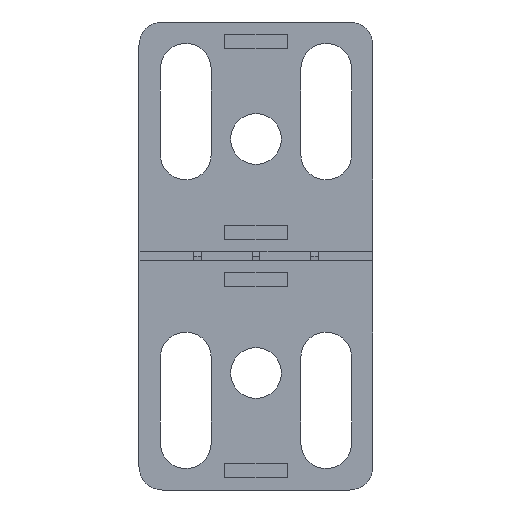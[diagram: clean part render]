
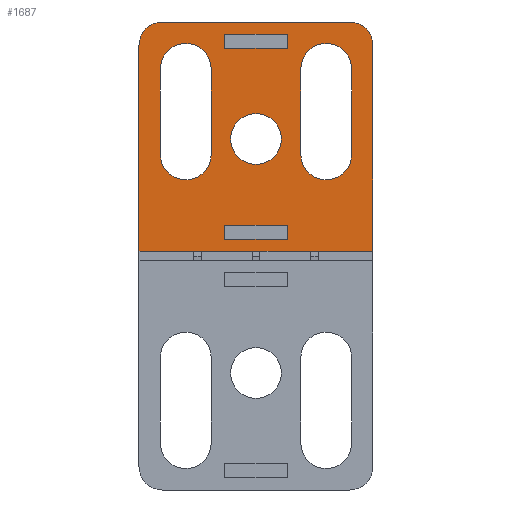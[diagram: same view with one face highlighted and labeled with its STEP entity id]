
A CAD part, left-side view. The second image highlights one B-rep face of the part: STEP entity #1687.
In plain terms, the highlighted planar face has unit normal (-1, 0, 0).
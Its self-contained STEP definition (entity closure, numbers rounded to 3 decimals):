
#497=DIRECTION('',(0.,0.,1.));
#498=VECTOR('',#497,26.4);
#499=CARTESIAN_POINT('',(0.,-15.,0.6));
#500=LINE('',#499,#498);
#549=DIRECTION('',(0.,1.,0.));
#550=VECTOR('',#549,24.);
#551=CARTESIAN_POINT('',(0.,-12.,30.));
#552=LINE('',#551,#550);
#571=CARTESIAN_POINT('',(0.,-12.,27.));
#572=DIRECTION('',(1.,0.,0.));
#573=DIRECTION('',(0.,0.,1.));
#574=AXIS2_PLACEMENT_3D('',#571,#572,#573);
#579=DIRECTION('',(0.,1.,0.));
#580=VECTOR('',#579,30.);
#581=CARTESIAN_POINT('',(0.,-15.,0.6));
#582=LINE('',#581,#580);
#586=CARTESIAN_POINT('',(0.,12.,27.));
#587=DIRECTION('',(1.,0.,0.));
#588=DIRECTION('',(0.,1.,0.));
#589=AXIS2_PLACEMENT_3D('',#586,#587,#588);
#594=CARTESIAN_POINT('',(0.,0.,15.));
#595=DIRECTION('',(1.,0.,0.));
#596=DIRECTION('',(0.,0.,-1.));
#597=AXIS2_PLACEMENT_3D('',#594,#595,#596);
#602=CARTESIAN_POINT('',(0.,0.,15.));
#603=DIRECTION('',(1.,0.,0.));
#604=DIRECTION('',(0.,0.,1.));
#605=AXIS2_PLACEMENT_3D('',#602,#603,#604);
#610=CARTESIAN_POINT('',(0.,9.,24.));
#611=DIRECTION('',(1.,0.,0.));
#612=DIRECTION('',(0.,1.,0.));
#613=AXIS2_PLACEMENT_3D('',#610,#611,#612);
#618=DIRECTION('',(0.,0.,1.));
#619=VECTOR('',#618,11.);
#620=CARTESIAN_POINT('',(0.,12.25,13.));
#621=LINE('',#620,#619);
#625=CARTESIAN_POINT('',(0.,9.,13.));
#626=DIRECTION('',(1.,0.,0.));
#627=DIRECTION('',(0.,-1.,0.));
#628=AXIS2_PLACEMENT_3D('',#625,#626,#627);
#633=DIRECTION('',(0.,0.,-1.));
#634=VECTOR('',#633,11.);
#635=CARTESIAN_POINT('',(0.,5.75,24.));
#636=LINE('',#635,#634);
#640=CARTESIAN_POINT('',(0.,-9.,24.));
#641=DIRECTION('',(1.,0.,0.));
#642=DIRECTION('',(0.,1.,0.));
#643=AXIS2_PLACEMENT_3D('',#640,#641,#642);
#648=DIRECTION('',(0.,0.,1.));
#649=VECTOR('',#648,11.);
#650=CARTESIAN_POINT('',(0.,-5.75,13.));
#651=LINE('',#650,#649);
#655=CARTESIAN_POINT('',(0.,-9.,13.));
#656=DIRECTION('',(1.,0.,0.));
#657=DIRECTION('',(0.,-1.,0.));
#658=AXIS2_PLACEMENT_3D('',#655,#656,#657);
#663=DIRECTION('',(0.,0.,-1.));
#664=VECTOR('',#663,11.);
#665=CARTESIAN_POINT('',(0.,-12.25,24.));
#666=LINE('',#665,#664);
#670=DIRECTION('',(0.,0.,-1.));
#671=VECTOR('',#670,1.8);
#672=CARTESIAN_POINT('',(0.,-4.,3.95));
#673=LINE('',#672,#671);
#677=DIRECTION('',(0.,-1.,0.));
#678=VECTOR('',#677,8.);
#679=CARTESIAN_POINT('',(0.,4.,3.95));
#680=LINE('',#679,#678);
#684=DIRECTION('',(0.,0.,1.));
#685=VECTOR('',#684,1.8);
#686=CARTESIAN_POINT('',(0.,4.,2.15));
#687=LINE('',#686,#685);
#691=DIRECTION('',(0.,1.,0.));
#692=VECTOR('',#691,8.);
#693=CARTESIAN_POINT('',(0.,-4.,2.15));
#694=LINE('',#693,#692);
#698=DIRECTION('',(0.,0.,-1.));
#699=VECTOR('',#698,1.8);
#700=CARTESIAN_POINT('',(0.,-4.,28.45));
#701=LINE('',#700,#699);
#705=DIRECTION('',(0.,-1.,0.));
#706=VECTOR('',#705,8.);
#707=CARTESIAN_POINT('',(0.,4.,28.45));
#708=LINE('',#707,#706);
#712=DIRECTION('',(0.,0.,1.));
#713=VECTOR('',#712,1.8);
#714=CARTESIAN_POINT('',(0.,4.,26.65));
#715=LINE('',#714,#713);
#719=DIRECTION('',(0.,1.,0.));
#720=VECTOR('',#719,8.);
#721=CARTESIAN_POINT('',(0.,-4.,26.65));
#722=LINE('',#721,#720);
#896=DIRECTION('',(0.,0.,1.));
#897=VECTOR('',#896,26.4);
#898=CARTESIAN_POINT('',(0.,15.,0.6));
#899=LINE('',#898,#897);
#1377=CARTESIAN_POINT('',(0.,-15.,0.6));
#1379=VERTEX_POINT('',#1377);
#1380=CARTESIAN_POINT('',(0.,15.,0.6));
#1381=VERTEX_POINT('',#1380);
#1382=CARTESIAN_POINT('',(0.,-12.,30.));
#1383=CARTESIAN_POINT('',(0.,-15.,27.));
#1384=VERTEX_POINT('',#1382);
#1385=VERTEX_POINT('',#1383);
#1386=CARTESIAN_POINT('',(0.,15.,27.));
#1387=CARTESIAN_POINT('',(0.,12.,30.));
#1388=VERTEX_POINT('',#1386);
#1389=VERTEX_POINT('',#1387);
#1466=CARTESIAN_POINT('',(0.,0.,11.75));
#1467=CARTESIAN_POINT('',(0.,0.,18.25));
#1468=VERTEX_POINT('',#1466);
#1469=VERTEX_POINT('',#1467);
#1478=CARTESIAN_POINT('',(0.,12.25,24.));
#1479=CARTESIAN_POINT('',(0.,5.75,24.));
#1480=VERTEX_POINT('',#1478);
#1481=VERTEX_POINT('',#1479);
#1482=CARTESIAN_POINT('',(0.,5.75,13.));
#1483=VERTEX_POINT('',#1482);
#1484=CARTESIAN_POINT('',(0.,12.25,13.));
#1485=VERTEX_POINT('',#1484);
#1494=CARTESIAN_POINT('',(0.,-5.75,24.));
#1495=CARTESIAN_POINT('',(0.,-12.25,24.));
#1496=VERTEX_POINT('',#1494);
#1497=VERTEX_POINT('',#1495);
#1498=CARTESIAN_POINT('',(0.,-12.25,13.));
#1499=VERTEX_POINT('',#1498);
#1500=CARTESIAN_POINT('',(0.,-5.75,13.));
#1501=VERTEX_POINT('',#1500);
#1510=CARTESIAN_POINT('',(0.,-4.,3.95));
#1511=CARTESIAN_POINT('',(0.,-4.,2.15));
#1512=VERTEX_POINT('',#1510);
#1513=VERTEX_POINT('',#1511);
#1514=CARTESIAN_POINT('',(0.,4.,2.15));
#1515=VERTEX_POINT('',#1514);
#1516=CARTESIAN_POINT('',(0.,4.,3.95));
#1517=VERTEX_POINT('',#1516);
#1526=CARTESIAN_POINT('',(0.,-4.,28.45));
#1527=CARTESIAN_POINT('',(0.,-4.,26.65));
#1528=VERTEX_POINT('',#1526);
#1529=VERTEX_POINT('',#1527);
#1530=CARTESIAN_POINT('',(0.,4.,26.65));
#1531=VERTEX_POINT('',#1530);
#1532=CARTESIAN_POINT('',(0.,4.,28.45));
#1533=VERTEX_POINT('',#1532);
#1625=CARTESIAN_POINT('',(0.,-15.,0.6));
#1626=DIRECTION('',(-1.,0.,0.));
#1627=DIRECTION('',(0.,0.,1.));
#1628=AXIS2_PLACEMENT_3D('',#1625,#1626,#1627);
#1629=PLANE('',#1628);
#1630=ORIENTED_EDGE('',*,*,#1619,.T.);
#1631=ORIENTED_EDGE('',*,*,#1545,.F.);
#1633=ORIENTED_EDGE('',*,*,#1632,.T.);
#1635=ORIENTED_EDGE('',*,*,#1634,.T.);
#1637=ORIENTED_EDGE('',*,*,#1636,.T.);
#1638=ORIENTED_EDGE('',*,*,#1604,.F.);
#1639=EDGE_LOOP('',(#1630,#1631,#1633,#1635,#1637,#1638));
#1640=FACE_OUTER_BOUND('',#1639,.F.);
#1642=ORIENTED_EDGE('',*,*,#1641,.F.);
#1644=ORIENTED_EDGE('',*,*,#1643,.F.);
#1645=EDGE_LOOP('',(#1642,#1644));
#1646=FACE_BOUND('',#1645,.F.);
#1648=ORIENTED_EDGE('',*,*,#1647,.F.);
#1650=ORIENTED_EDGE('',*,*,#1649,.F.);
#1652=ORIENTED_EDGE('',*,*,#1651,.F.);
#1654=ORIENTED_EDGE('',*,*,#1653,.F.);
#1655=EDGE_LOOP('',(#1648,#1650,#1652,#1654));
#1656=FACE_BOUND('',#1655,.F.);
#1658=ORIENTED_EDGE('',*,*,#1657,.F.);
#1660=ORIENTED_EDGE('',*,*,#1659,.F.);
#1662=ORIENTED_EDGE('',*,*,#1661,.F.);
#1664=ORIENTED_EDGE('',*,*,#1663,.F.);
#1665=EDGE_LOOP('',(#1658,#1660,#1662,#1664));
#1666=FACE_BOUND('',#1665,.F.);
#1668=ORIENTED_EDGE('',*,*,#1667,.F.);
#1670=ORIENTED_EDGE('',*,*,#1669,.F.);
#1672=ORIENTED_EDGE('',*,*,#1671,.F.);
#1674=ORIENTED_EDGE('',*,*,#1673,.F.);
#1675=EDGE_LOOP('',(#1668,#1670,#1672,#1674));
#1676=FACE_BOUND('',#1675,.F.);
#1678=ORIENTED_EDGE('',*,*,#1677,.F.);
#1680=ORIENTED_EDGE('',*,*,#1679,.F.);
#1682=ORIENTED_EDGE('',*,*,#1681,.F.);
#1684=ORIENTED_EDGE('',*,*,#1683,.F.);
#1685=EDGE_LOOP('',(#1678,#1680,#1682,#1684));
#1686=FACE_BOUND('',#1685,.F.);
#575=CIRCLE('',#574,3.);
#590=CIRCLE('',#589,3.);
#598=CIRCLE('',#597,3.25);
#606=CIRCLE('',#605,3.25);
#614=CIRCLE('',#613,3.25);
#629=CIRCLE('',#628,3.25);
#644=CIRCLE('',#643,3.25);
#659=CIRCLE('',#658,3.25);
#1545=EDGE_CURVE('',#1379,#1385,#500,.T.);
#1604=EDGE_CURVE('',#1384,#1389,#552,.T.);
#1619=EDGE_CURVE('',#1384,#1385,#575,.T.);
#1632=EDGE_CURVE('',#1379,#1381,#582,.T.);
#1634=EDGE_CURVE('',#1381,#1388,#899,.T.);
#1636=EDGE_CURVE('',#1388,#1389,#590,.T.);
#1641=EDGE_CURVE('',#1468,#1469,#598,.T.);
#1643=EDGE_CURVE('',#1469,#1468,#606,.T.);
#1647=EDGE_CURVE('',#1480,#1481,#614,.T.);
#1649=EDGE_CURVE('',#1485,#1480,#621,.T.);
#1651=EDGE_CURVE('',#1483,#1485,#629,.T.);
#1653=EDGE_CURVE('',#1481,#1483,#636,.T.);
#1657=EDGE_CURVE('',#1496,#1497,#644,.T.);
#1659=EDGE_CURVE('',#1501,#1496,#651,.T.);
#1661=EDGE_CURVE('',#1499,#1501,#659,.T.);
#1663=EDGE_CURVE('',#1497,#1499,#666,.T.);
#1667=EDGE_CURVE('',#1512,#1513,#673,.T.);
#1669=EDGE_CURVE('',#1517,#1512,#680,.T.);
#1671=EDGE_CURVE('',#1515,#1517,#687,.T.);
#1673=EDGE_CURVE('',#1513,#1515,#694,.T.);
#1677=EDGE_CURVE('',#1528,#1529,#701,.T.);
#1679=EDGE_CURVE('',#1533,#1528,#708,.T.);
#1681=EDGE_CURVE('',#1531,#1533,#715,.T.);
#1683=EDGE_CURVE('',#1529,#1531,#722,.T.);
#1687=ADVANCED_FACE('',(#1640,#1646,#1656,#1666,#1676,#1686),#1629,.T.);
